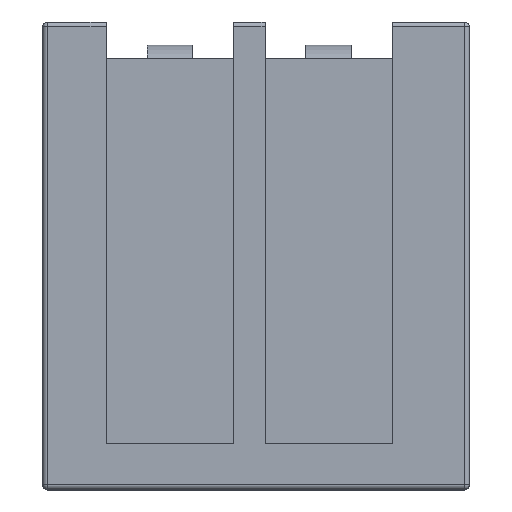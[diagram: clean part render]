
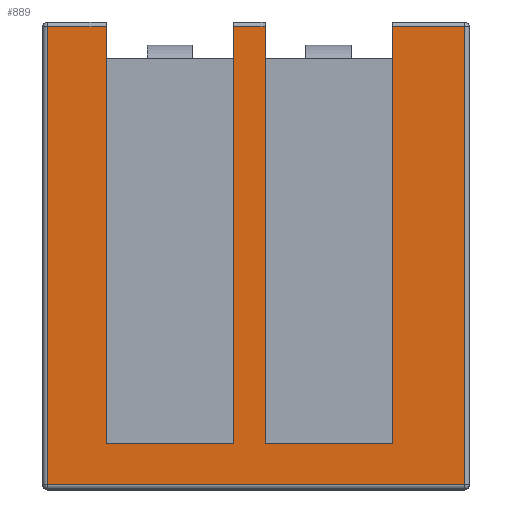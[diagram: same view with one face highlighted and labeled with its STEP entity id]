
A CAD part, top view. The second image highlights one B-rep face of the part: STEP entity #889.
In plain terms, the highlighted planar face has unit normal (0, 0, 1).
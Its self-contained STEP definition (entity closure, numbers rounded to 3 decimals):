
#168 = VERTEX_POINT('',#169);
#169 = CARTESIAN_POINT('',(-1.4,0.9,8.5));
#176 = EDGE_CURVE('',#168,#177,#179,.T.);
#177 = VERTEX_POINT('',#178);
#178 = CARTESIAN_POINT('',(-1.4,-8.3,8.5));
#179 = LINE('',#180,#181);
#180 = CARTESIAN_POINT('',(-1.4,-3.65,8.5));
#181 = VECTOR('',#182,1.);
#182 = DIRECTION('',(0.,-1.,0.));
#339 = VERTEX_POINT('',#340);
#340 = CARTESIAN_POINT('',(1.4,-8.3,8.5));
#346 = EDGE_CURVE('',#339,#347,#349,.T.);
#347 = VERTEX_POINT('',#348);
#348 = CARTESIAN_POINT('',(1.4,0.9,8.5));
#349 = LINE('',#350,#351);
#350 = CARTESIAN_POINT('',(1.4,5.65,8.5));
#351 = VECTOR('',#352,1.);
#352 = DIRECTION('',(-0.,1.,0.));
#421 = VERTEX_POINT('',#422);
#422 = CARTESIAN_POINT('',(2.1,0.9,8.5));
#429 = EDGE_CURVE('',#421,#430,#432,.T.);
#430 = VERTEX_POINT('',#431);
#431 = CARTESIAN_POINT('',(2.1,-8.3,8.5));
#432 = LINE('',#433,#434);
#433 = CARTESIAN_POINT('',(2.1,-3.65,8.5));
#434 = VECTOR('',#435,1.);
#435 = DIRECTION('',(0.,-1.,0.));
#592 = VERTEX_POINT('',#593);
#593 = CARTESIAN_POINT('',(4.9,-8.3,8.5));
#599 = EDGE_CURVE('',#592,#600,#602,.T.);
#600 = VERTEX_POINT('',#601);
#601 = CARTESIAN_POINT('',(4.9,0.9,8.5));
#602 = LINE('',#603,#604);
#603 = CARTESIAN_POINT('',(4.9,5.65,8.5));
#604 = VECTOR('',#605,1.);
#605 = DIRECTION('',(-0.,1.,0.));
#870 = EDGE_CURVE('',#168,#871,#873,.T.);
#871 = VERTEX_POINT('',#872);
#872 = CARTESIAN_POINT('',(-2.7,0.9,8.5));
#873 = LINE('',#874,#875);
#874 = CARTESIAN_POINT('',(6.6,0.9,8.5));
#875 = VECTOR('',#876,1.);
#876 = DIRECTION('',(-1.,0.,0.));
#889 = ADVANCED_FACE('',(#890),#945,.F.);
#890 = FACE_BOUND('',#891,.F.);
#891 = EDGE_LOOP('',(#892,#900,#901,#902,#908,#909,#915,#916,#922,#923,
#931,#939));
#892 = ORIENTED_EDGE('',*,*,#893,.F.);
#893 = EDGE_CURVE('',#871,#894,#896,.T.);
#894 = VERTEX_POINT('',#895);
#895 = CARTESIAN_POINT('',(-2.7,-9.2,8.5));
#896 = LINE('',#897,#898);
#897 = CARTESIAN_POINT('',(-2.7,1.,8.5));
#898 = VECTOR('',#899,1.);
#899 = DIRECTION('',(0.,-1.,0.));
#900 = ORIENTED_EDGE('',*,*,#870,.F.);
#901 = ORIENTED_EDGE('',*,*,#176,.T.);
#902 = ORIENTED_EDGE('',*,*,#903,.T.);
#903 = EDGE_CURVE('',#177,#339,#904,.T.);
#904 = LINE('',#905,#906);
#905 = CARTESIAN_POINT('',(4.,-8.3,8.5));
#906 = VECTOR('',#907,1.);
#907 = DIRECTION('',(1.,0.,0.));
#908 = ORIENTED_EDGE('',*,*,#346,.T.);
#909 = ORIENTED_EDGE('',*,*,#910,.F.);
#910 = EDGE_CURVE('',#421,#347,#911,.T.);
#911 = LINE('',#912,#913);
#912 = CARTESIAN_POINT('',(6.6,0.9,8.5));
#913 = VECTOR('',#914,1.);
#914 = DIRECTION('',(-1.,0.,0.));
#915 = ORIENTED_EDGE('',*,*,#429,.T.);
#916 = ORIENTED_EDGE('',*,*,#917,.T.);
#917 = EDGE_CURVE('',#430,#592,#918,.T.);
#918 = LINE('',#919,#920);
#919 = CARTESIAN_POINT('',(5.75,-8.3,8.5));
#920 = VECTOR('',#921,1.);
#921 = DIRECTION('',(1.,0.,0.));
#922 = ORIENTED_EDGE('',*,*,#599,.T.);
#923 = ORIENTED_EDGE('',*,*,#924,.F.);
#924 = EDGE_CURVE('',#925,#600,#927,.T.);
#925 = VERTEX_POINT('',#926);
#926 = CARTESIAN_POINT('',(6.5,0.9,8.5));
#927 = LINE('',#928,#929);
#928 = CARTESIAN_POINT('',(6.6,0.9,8.5));
#929 = VECTOR('',#930,1.);
#930 = DIRECTION('',(-1.,0.,0.));
#931 = ORIENTED_EDGE('',*,*,#932,.T.);
#932 = EDGE_CURVE('',#925,#933,#935,.T.);
#933 = VERTEX_POINT('',#934);
#934 = CARTESIAN_POINT('',(6.5,-9.2,8.5));
#935 = LINE('',#936,#937);
#936 = CARTESIAN_POINT('',(6.5,1.,8.5));
#937 = VECTOR('',#938,1.);
#938 = DIRECTION('',(0.,-1.,0.));
#939 = ORIENTED_EDGE('',*,*,#940,.T.);
#940 = EDGE_CURVE('',#933,#894,#941,.T.);
#941 = LINE('',#942,#943);
#942 = CARTESIAN_POINT('',(6.6,-9.2,8.5));
#943 = VECTOR('',#944,1.);
#944 = DIRECTION('',(-1.,0.,0.));
#945 = PLANE('',#946);
#946 = AXIS2_PLACEMENT_3D('',#947,#948,#949);
#947 = CARTESIAN_POINT('',(6.6,1.,8.5));
#948 = DIRECTION('',(0.,0.,-1.));
#949 = DIRECTION('',(-1.,0.,0.));
